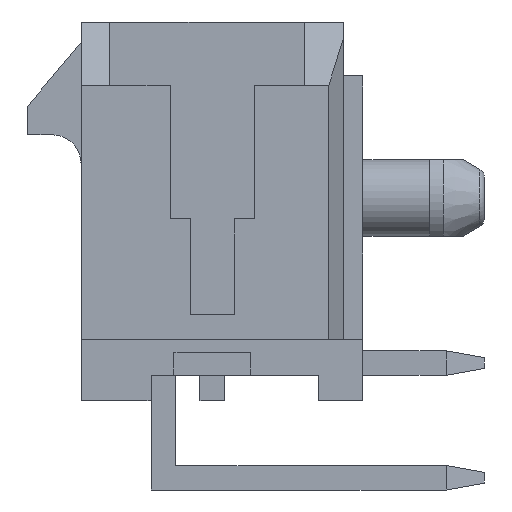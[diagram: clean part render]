
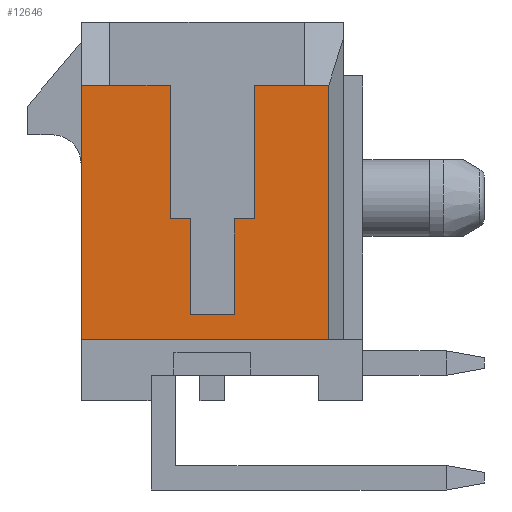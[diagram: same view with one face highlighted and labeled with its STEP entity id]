
A CAD part, left-side view. The second image highlights one B-rep face of the part: STEP entity #12646.
In plain terms, the highlighted planar face has unit normal (-1, 0, 0).
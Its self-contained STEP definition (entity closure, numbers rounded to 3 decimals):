
#1=DIRECTION('',(0.,0.,-1.));
#2=VECTOR('',#1,3.5);
#3=CARTESIAN_POINT('',(-19.825,-1.1,3.305));
#4=LINE('',#3,#2);
#5=DIRECTION('',(0.,1.,0.));
#6=VECTOR('',#5,1.31);
#7=CARTESIAN_POINT('',(-19.825,-2.41,3.305));
#8=LINE('',#7,#6);
#9=DIRECTION('',(0.,-1.,0.));
#10=VECTOR('',#9,0.64);
#11=CARTESIAN_POINT('',(-19.825,-2.41,3.305));
#12=LINE('',#11,#10);
#13=DIRECTION('',(0.,0.,-1.));
#14=VECTOR('',#13,6.66);
#15=CARTESIAN_POINT('',(-19.825,-3.05,3.305));
#16=LINE('',#15,#14);
#17=DIRECTION('',(0.,1.,0.));
#18=VECTOR('',#17,6.48);
#19=CARTESIAN_POINT('',(-19.825,-3.05,-3.355));
#20=LINE('',#19,#18);
#21=DIRECTION('',(0.,0.,1.));
#22=VECTOR('',#21,6.66);
#23=CARTESIAN_POINT('',(-19.825,3.43,-3.355));
#24=LINE('',#23,#22);
#25=DIRECTION('',(0.,-1.,0.));
#26=VECTOR('',#25,0.75);
#27=CARTESIAN_POINT('',(-19.825,3.43,3.305));
#28=LINE('',#27,#26);
#29=DIRECTION('',(0.,1.,0.));
#30=VECTOR('',#29,1.58);
#31=CARTESIAN_POINT('',(-19.825,1.1,3.305));
#32=LINE('',#31,#30);
#33=DIRECTION('',(0.,0.,-1.));
#34=VECTOR('',#33,3.5);
#35=CARTESIAN_POINT('',(-19.825,1.1,3.305));
#36=LINE('',#35,#34);
#37=DIRECTION('',(0.,1.,0.));
#38=VECTOR('',#37,0.525);
#39=CARTESIAN_POINT('',(-19.825,0.575,-0.195));
#40=LINE('',#39,#38);
#41=DIRECTION('',(0.,0.,1.));
#42=VECTOR('',#41,2.5);
#43=CARTESIAN_POINT('',(-19.825,0.575,-2.695));
#44=LINE('',#43,#42);
#45=DIRECTION('',(0.,1.,0.));
#46=VECTOR('',#45,1.15);
#47=CARTESIAN_POINT('',(-19.825,-0.575,-2.695));
#48=LINE('',#47,#46);
#49=DIRECTION('',(0.,0.,-1.));
#50=VECTOR('',#49,2.5);
#51=CARTESIAN_POINT('',(-19.825,-0.575,-0.195));
#52=LINE('',#51,#50);
#53=DIRECTION('',(0.,1.,0.));
#54=VECTOR('',#53,0.525);
#55=CARTESIAN_POINT('',(-19.825,-1.1,-0.195));
#56=LINE('',#55,#54);
#9638=CARTESIAN_POINT('',(-19.825,3.43,3.305));
#9640=VERTEX_POINT('',#9638);
#9685=CARTESIAN_POINT('',(-19.825,2.68,3.305));
#9686=VERTEX_POINT('',#9685);
#9687=CARTESIAN_POINT('',(-19.825,-2.41,3.305));
#9688=VERTEX_POINT('',#9687);
#9689=CARTESIAN_POINT('',(-19.825,-3.05,3.305));
#9690=VERTEX_POINT('',#9689);
#9909=CARTESIAN_POINT('',(-19.825,-1.1,3.305));
#9910=CARTESIAN_POINT('',(-19.825,-1.1,-0.195));
#9911=VERTEX_POINT('',#9909);
#9912=VERTEX_POINT('',#9910);
#9913=CARTESIAN_POINT('',(-19.825,-0.575,-0.195));
#9914=VERTEX_POINT('',#9913);
#9915=CARTESIAN_POINT('',(-19.825,-0.575,-2.695));
#9916=VERTEX_POINT('',#9915);
#9917=CARTESIAN_POINT('',(-19.825,0.575,-2.695));
#9918=VERTEX_POINT('',#9917);
#9919=CARTESIAN_POINT('',(-19.825,0.575,-0.195));
#9920=VERTEX_POINT('',#9919);
#9921=CARTESIAN_POINT('',(-19.825,1.1,-0.195));
#9922=VERTEX_POINT('',#9921);
#9923=CARTESIAN_POINT('',(-19.825,1.1,3.305));
#9924=VERTEX_POINT('',#9923);
#10791=CARTESIAN_POINT('',(-19.825,3.43,-3.355));
#10792=VERTEX_POINT('',#10791);
#10817=CARTESIAN_POINT('',(-19.825,-3.05,-3.355));
#10818=VERTEX_POINT('',#10817);
#12611=CARTESIAN_POINT('',(-19.825,0.,0.));
#12612=DIRECTION('',(1.,0.,0.));
#12613=DIRECTION('',(0.,0.,-1.));
#12614=AXIS2_PLACEMENT_3D('',#12611,#12612,#12613);
#12615=PLANE('',#12614);
#12617=ORIENTED_EDGE('',*,*,#12616,.F.);
#12619=ORIENTED_EDGE('',*,*,#12618,.F.);
#12621=ORIENTED_EDGE('',*,*,#12620,.T.);
#12623=ORIENTED_EDGE('',*,*,#12622,.T.);
#12625=ORIENTED_EDGE('',*,*,#12624,.T.);
#12627=ORIENTED_EDGE('',*,*,#12626,.T.);
#12629=ORIENTED_EDGE('',*,*,#12628,.T.);
#12631=ORIENTED_EDGE('',*,*,#12630,.F.);
#12633=ORIENTED_EDGE('',*,*,#12632,.T.);
#12635=ORIENTED_EDGE('',*,*,#12634,.F.);
#12637=ORIENTED_EDGE('',*,*,#12636,.F.);
#12639=ORIENTED_EDGE('',*,*,#12638,.F.);
#12641=ORIENTED_EDGE('',*,*,#12640,.F.);
#12643=ORIENTED_EDGE('',*,*,#12642,.F.);
#12644=EDGE_LOOP('',(#12617,#12619,#12621,#12623,#12625,#12627,#12629,#12631,
#12633,#12635,#12637,#12639,#12641,#12643));
#12645=FACE_OUTER_BOUND('',#12644,.F.);
#12646=ADVANCED_FACE('',(#12645),#12615,.F.);
#12616=EDGE_CURVE('',#9911,#9912,#4,.T.);
#12618=EDGE_CURVE('',#9688,#9911,#8,.T.);
#12620=EDGE_CURVE('',#9688,#9690,#12,.T.);
#12622=EDGE_CURVE('',#9690,#10818,#16,.T.);
#12624=EDGE_CURVE('',#10818,#10792,#20,.T.);
#12626=EDGE_CURVE('',#10792,#9640,#24,.T.);
#12628=EDGE_CURVE('',#9640,#9686,#28,.T.);
#12630=EDGE_CURVE('',#9924,#9686,#32,.T.);
#12632=EDGE_CURVE('',#9924,#9922,#36,.T.);
#12634=EDGE_CURVE('',#9920,#9922,#40,.T.);
#12636=EDGE_CURVE('',#9918,#9920,#44,.T.);
#12638=EDGE_CURVE('',#9916,#9918,#48,.T.);
#12640=EDGE_CURVE('',#9914,#9916,#52,.T.);
#12642=EDGE_CURVE('',#9912,#9914,#56,.T.);
